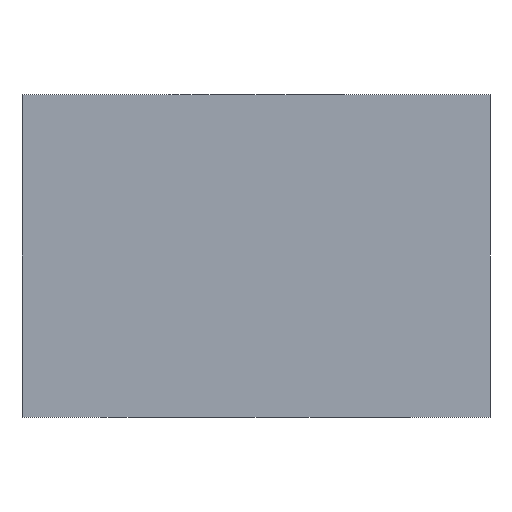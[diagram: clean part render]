
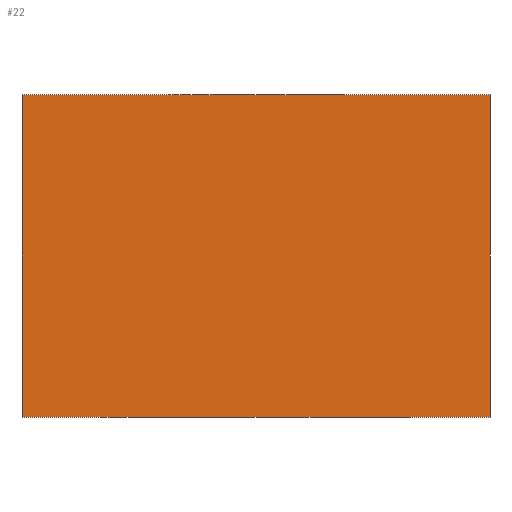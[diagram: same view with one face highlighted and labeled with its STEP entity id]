
A CAD part, front view. The second image highlights one B-rep face of the part: STEP entity #22.
In plain terms, the highlighted planar face has unit normal (0, -1, 0).
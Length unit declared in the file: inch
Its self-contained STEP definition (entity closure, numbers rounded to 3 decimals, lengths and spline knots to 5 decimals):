
#22 = ADVANCED_FACE ( 'NONE', ( #348 ), #128, .T. ) ;
#43 = DIRECTION ( 'NONE',  ( 0., 0., -1. ) ) ;
#66 = DIRECTION ( 'NONE',  ( 1., 0., 0. ) ) ;
#83 = DIRECTION ( 'NONE',  ( 1., 0., 0. ) ) ;
#113 = DIRECTION ( 'NONE',  ( 0., -1., 0. ) ) ;
#115 = DIRECTION ( 'NONE',  ( 0., 0., 1. ) ) ;
#128 = PLANE ( 'NONE',  #863 ) ;
#136 = CARTESIAN_POINT ( 'NONE',  ( 0., 0., 0. ) ) ;
#137 = CARTESIAN_POINT ( 'NONE',  ( 0.472, 0., -0.325 ) ) ;
#140 = CARTESIAN_POINT ( 'NONE',  ( 0.472, 0., 0. ) ) ;
#166 = CARTESIAN_POINT ( 'NONE',  ( 0., 0., -0.325 ) ) ;
#177 = CARTESIAN_POINT ( 'NONE',  ( 0., 0., 0. ) ) ;
#244 = CARTESIAN_POINT ( 'NONE',  ( 0.472, 0., -0.325 ) ) ;
#273 = CARTESIAN_POINT ( 'NONE',  ( 0., 0., -0.325 ) ) ;
#280 = CARTESIAN_POINT ( 'NONE',  ( 0., 0., -0.325 ) ) ;
#301 = CARTESIAN_POINT ( 'NONE',  ( 0., 0., -0.325 ) ) ;
#325 = DIRECTION ( 'NONE',  ( 0., 0., 1. ) ) ;
#348 = FACE_OUTER_BOUND ( 'NONE', #421, .T. ) ;
#375 = ORIENTED_EDGE ( 'NONE', *, *, #861, .F. ) ;
#419 = ORIENTED_EDGE ( 'NONE', *, *, #777, .T. ) ;
#421 = EDGE_LOOP ( 'NONE', ( #375, #641, #419, #560 ) ) ;
#434 = LINE ( 'NONE', #244, #455 ) ;
#435 = VECTOR ( 'NONE', #66, 39.37008 ) ;
#455 = VECTOR ( 'NONE', #115, 39.37008 ) ;
#512 = LINE ( 'NONE', #301, #513 ) ;
#513 = VECTOR ( 'NONE', #325, 39.37008 ) ;
#560 = ORIENTED_EDGE ( 'NONE', *, *, #791, .T. ) ;
#604 = LINE ( 'NONE', #136, #435 ) ;
#641 = ORIENTED_EDGE ( 'NONE', *, *, #792, .F. ) ;
#648 = LINE ( 'NONE', #273, #650 ) ;
#650 = VECTOR ( 'NONE', #83, 39.37008 ) ;
#715 = VERTEX_POINT ( 'NONE', #140 ) ;
#718 = VERTEX_POINT ( 'NONE', #137 ) ;
#728 = VERTEX_POINT ( 'NONE', #166 ) ;
#737 = VERTEX_POINT ( 'NONE', #177 ) ;
#777 = EDGE_CURVE ( 'NONE', #728, #718, #648, .T. ) ;
#791 = EDGE_CURVE ( 'NONE', #718, #715, #434, .T. ) ;
#792 = EDGE_CURVE ( 'NONE', #728, #737, #512, .T. ) ;
#861 = EDGE_CURVE ( 'NONE', #737, #715, #604, .T. ) ;
#863 = AXIS2_PLACEMENT_3D ( 'NONE', #280, #113, #43 ) ;
